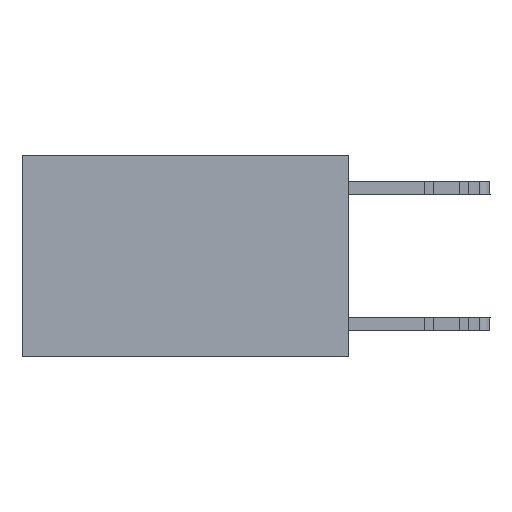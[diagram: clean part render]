
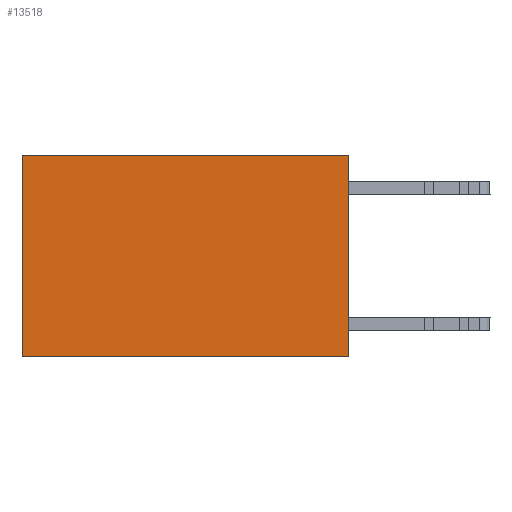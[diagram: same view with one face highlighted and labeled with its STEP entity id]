
A CAD part, left-side view. The second image highlights one B-rep face of the part: STEP entity #13518.
In plain terms, the highlighted planar face has unit normal (-1, 0, 0).
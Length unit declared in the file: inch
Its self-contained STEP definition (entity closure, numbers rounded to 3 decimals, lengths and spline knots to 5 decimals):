
#30 = EDGE_CURVE ( 'NONE', #27221, #3557, #9762, .T. ) ;
#389 = FACE_OUTER_BOUND ( 'NONE', #1687, .T. ) ;
#900 = VERTEX_POINT ( 'NONE', #13357 ) ;
#1220 = AXIS2_PLACEMENT_3D ( 'NONE', #4528, #19180, #4639 ) ;
#1687 = EDGE_LOOP ( 'NONE', ( #25384, #2836, #2292, #31123 ) ) ;
#2151 = PLANE ( 'NONE',  #1220 ) ;
#2292 = ORIENTED_EDGE ( 'NONE', *, *, #17162, .F. ) ;
#2430 = VECTOR ( 'NONE', #6492, 39.37008 ) ;
#2666 = CARTESIAN_POINT ( 'NONE',  ( 0.2625, 0.6, 0. ) ) ;
#2836 = ORIENTED_EDGE ( 'NONE', *, *, #30, .F. ) ;
#3557 = VERTEX_POINT ( 'NONE', #14281 ) ;
#4528 = CARTESIAN_POINT ( 'NONE',  ( 0.2625, 0., 0. ) ) ;
#4639 = DIRECTION ( 'NONE',  ( 0., 0., -1. ) ) ;
#5266 = CARTESIAN_POINT ( 'NONE',  ( 0.2625, 0., -0.37 ) ) ;
#5816 = EDGE_CURVE ( 'NONE', #900, #6086, #26600, .T. ) ;
#6086 = VERTEX_POINT ( 'NONE', #2666 ) ;
#6435 = LINE ( 'NONE', #10970, #12183 ) ;
#6492 = DIRECTION ( 'NONE',  ( 0., 1., 0. ) ) ;
#6571 = DIRECTION ( 'NONE',  ( 0., 1., 0. ) ) ;
#7025 = LINE ( 'NONE', #15105, #13526 ) ;
#9762 = LINE ( 'NONE', #5266, #2430 ) ;
#10970 = CARTESIAN_POINT ( 'NONE',  ( 0.2625, 0.6, 0. ) ) ;
#12183 = VECTOR ( 'NONE', #25278, 39.37008 ) ;
#12992 = CARTESIAN_POINT ( 'NONE',  ( 0.2625, 0., -0.37 ) ) ;
#13357 = CARTESIAN_POINT ( 'NONE',  ( 0.2625, 0., 0. ) ) ;
#13518 = ADVANCED_FACE ( 'NONE', ( #389 ), #2151, .F. ) ;
#13526 = VECTOR ( 'NONE', #17524, 39.37008 ) ;
#14281 = CARTESIAN_POINT ( 'NONE',  ( 0.2625, 0.6, -0.37 ) ) ;
#15105 = CARTESIAN_POINT ( 'NONE',  ( 0.2625, 0., 0. ) ) ;
#17162 = EDGE_CURVE ( 'NONE', #900, #27221, #7025, .T. ) ;
#17524 = DIRECTION ( 'NONE',  ( 0., 0., -1. ) ) ;
#18790 = VECTOR ( 'NONE', #6571, 39.37008 ) ;
#19180 = DIRECTION ( 'NONE',  ( 1., 0., 0. ) ) ;
#25278 = DIRECTION ( 'NONE',  ( 0., 0., -1. ) ) ;
#25384 = ORIENTED_EDGE ( 'NONE', *, *, #25631, .T. ) ;
#25631 = EDGE_CURVE ( 'NONE', #6086, #3557, #6435, .T. ) ;
#25818 = CARTESIAN_POINT ( 'NONE',  ( 0.2625, 0., 0. ) ) ;
#26600 = LINE ( 'NONE', #25818, #18790 ) ;
#27221 = VERTEX_POINT ( 'NONE', #12992 ) ;
#31123 = ORIENTED_EDGE ( 'NONE', *, *, #5816, .T. ) ;
